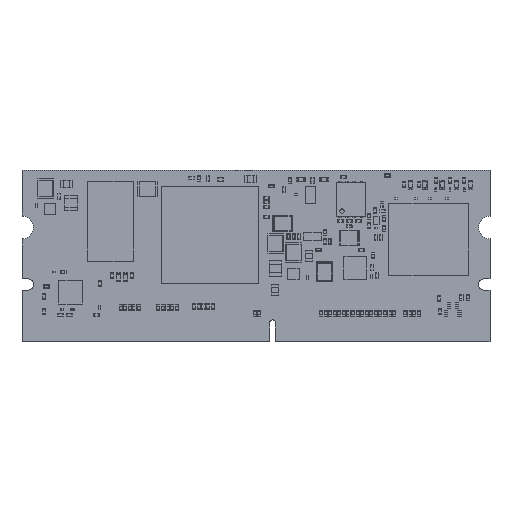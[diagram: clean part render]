
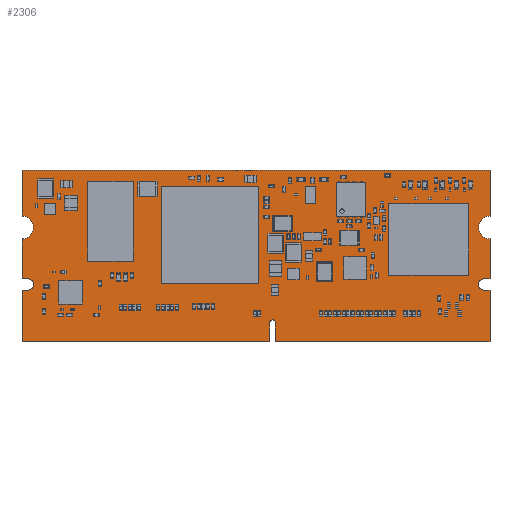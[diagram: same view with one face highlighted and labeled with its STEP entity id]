
A CAD part, top view. The second image highlights one B-rep face of the part: STEP entity #2306.
In plain terms, the highlighted planar face has unit normal (0, 0, 1).
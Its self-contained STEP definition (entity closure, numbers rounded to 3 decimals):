
#1623 = VERTEX_POINT('',#1624);
#1624 = CARTESIAN_POINT('',(0.,0.,0.));
#1630 = EDGE_CURVE('',#1623,#1631,#1633,.T.);
#1631 = VERTEX_POINT('',#1632);
#1632 = CARTESIAN_POINT('',(43.4,0.,0.));
#1633 = LINE('',#1634,#1635);
#1634 = CARTESIAN_POINT('',(0.,0.,0.));
#1635 = VECTOR('',#1636,1.);
#1636 = DIRECTION('',(1.,0.,0.));
#1661 = EDGE_CURVE('',#1631,#1662,#1664,.T.);
#1662 = VERTEX_POINT('',#1663);
#1663 = CARTESIAN_POINT('',(43.4,3.3,0.));
#1664 = LINE('',#1665,#1666);
#1665 = CARTESIAN_POINT('',(43.4,0.,0.));
#1666 = VECTOR('',#1667,1.);
#1667 = DIRECTION('',(0.,1.,0.));
#1692 = EDGE_CURVE('',#1662,#1693,#1695,.T.);
#1693 = VERTEX_POINT('',#1694);
#1694 = CARTESIAN_POINT('',(44.4,3.3,0.));
#1695 = CIRCLE('',#1696,0.5);
#1696 = AXIS2_PLACEMENT_3D('',#1697,#1698,#1699);
#1697 = CARTESIAN_POINT('',(43.9,3.3,0.));
#1698 = DIRECTION('',(0.,0.,-1.));
#1699 = DIRECTION('',(-1.,0.,0.));
#1725 = EDGE_CURVE('',#1693,#1726,#1728,.T.);
#1726 = VERTEX_POINT('',#1727);
#1727 = CARTESIAN_POINT('',(44.4,0.,0.));
#1728 = LINE('',#1729,#1730);
#1729 = CARTESIAN_POINT('',(44.4,3.3,0.));
#1730 = VECTOR('',#1731,1.);
#1731 = DIRECTION('',(0.,-1.,0.));
#1756 = EDGE_CURVE('',#1726,#1757,#1759,.T.);
#1757 = VERTEX_POINT('',#1758);
#1758 = CARTESIAN_POINT('',(82.,0.,0.));
#1759 = LINE('',#1760,#1761);
#1760 = CARTESIAN_POINT('',(44.4,0.,0.));
#1761 = VECTOR('',#1762,1.);
#1762 = DIRECTION('',(1.,0.,0.));
#1787 = EDGE_CURVE('',#1757,#1788,#1790,.T.);
#1788 = VERTEX_POINT('',#1789);
#1789 = CARTESIAN_POINT('',(82.,8.,0.));
#1790 = LINE('',#1791,#1792);
#1791 = CARTESIAN_POINT('',(82.,0.,0.));
#1792 = VECTOR('',#1793,1.);
#1793 = DIRECTION('',(0.,1.,0.));
#1818 = EDGE_CURVE('',#1788,#1819,#1821,.T.);
#1819 = VERTEX_POINT('',#1820);
#1820 = CARTESIAN_POINT('',(82.,9.,0.));
#1821 = LINE('',#1822,#1823);
#1822 = CARTESIAN_POINT('',(82.,8.,0.));
#1823 = VECTOR('',#1824,1.);
#1824 = DIRECTION('',(0.,1.,0.));
#1849 = EDGE_CURVE('',#1819,#1850,#1852,.T.);
#1850 = VERTEX_POINT('',#1851);
#1851 = CARTESIAN_POINT('',(81.,9.,0.));
#1852 = LINE('',#1853,#1854);
#1853 = CARTESIAN_POINT('',(82.,9.,0.));
#1854 = VECTOR('',#1855,1.);
#1855 = DIRECTION('',(-1.,0.,0.));
#1880 = EDGE_CURVE('',#1850,#1881,#1883,.T.);
#1881 = VERTEX_POINT('',#1882);
#1882 = CARTESIAN_POINT('',(81.,11.,0.));
#1883 = CIRCLE('',#1884,1.);
#1884 = AXIS2_PLACEMENT_3D('',#1885,#1886,#1887);
#1885 = CARTESIAN_POINT('',(81.,10.,0.));
#1886 = DIRECTION('',(0.,0.,-1.));
#1887 = DIRECTION('',(0.,-1.,0.));
#1913 = EDGE_CURVE('',#1881,#1914,#1916,.T.);
#1914 = VERTEX_POINT('',#1915);
#1915 = CARTESIAN_POINT('',(82.,11.,0.));
#1916 = LINE('',#1917,#1918);
#1917 = CARTESIAN_POINT('',(81.,11.,0.));
#1918 = VECTOR('',#1919,1.);
#1919 = DIRECTION('',(1.,0.,0.));
#1944 = EDGE_CURVE('',#1914,#1945,#1947,.T.);
#1945 = VERTEX_POINT('',#1946);
#1946 = CARTESIAN_POINT('',(82.,18.,0.));
#1947 = LINE('',#1948,#1949);
#1948 = CARTESIAN_POINT('',(82.,11.,0.));
#1949 = VECTOR('',#1950,1.);
#1950 = DIRECTION('',(0.,1.,0.));
#1975 = EDGE_CURVE('',#1945,#1976,#1978,.T.);
#1976 = VERTEX_POINT('',#1977);
#1977 = CARTESIAN_POINT('',(82.,22.,0.));
#1978 = CIRCLE('',#1979,2.);
#1979 = AXIS2_PLACEMENT_3D('',#1980,#1981,#1982);
#1980 = CARTESIAN_POINT('',(82.,20.,0.));
#1981 = DIRECTION('',(0.,0.,-1.));
#1982 = DIRECTION('',(0.,-1.,0.));
#2008 = EDGE_CURVE('',#1976,#2009,#2011,.T.);
#2009 = VERTEX_POINT('',#2010);
#2010 = CARTESIAN_POINT('',(82.,30.,0.));
#2011 = LINE('',#2012,#2013);
#2012 = CARTESIAN_POINT('',(82.,22.,0.));
#2013 = VECTOR('',#2014,1.);
#2014 = DIRECTION('',(0.,1.,0.));
#2039 = EDGE_CURVE('',#2009,#2040,#2042,.T.);
#2040 = VERTEX_POINT('',#2041);
#2041 = CARTESIAN_POINT('',(0.,30.,0.));
#2042 = LINE('',#2043,#2044);
#2043 = CARTESIAN_POINT('',(82.,30.,0.));
#2044 = VECTOR('',#2045,1.);
#2045 = DIRECTION('',(-1.,0.,0.));
#2070 = EDGE_CURVE('',#2040,#2071,#2073,.T.);
#2071 = VERTEX_POINT('',#2072);
#2072 = CARTESIAN_POINT('',(0.,22.,0.));
#2073 = LINE('',#2074,#2075);
#2074 = CARTESIAN_POINT('',(0.,30.,0.));
#2075 = VECTOR('',#2076,1.);
#2076 = DIRECTION('',(0.,-1.,0.));
#2101 = EDGE_CURVE('',#2071,#2102,#2104,.T.);
#2102 = VERTEX_POINT('',#2103);
#2103 = CARTESIAN_POINT('',(0.,18.,0.));
#2104 = CIRCLE('',#2105,2.);
#2105 = AXIS2_PLACEMENT_3D('',#2106,#2107,#2108);
#2106 = CARTESIAN_POINT('',(0.,20.,0.));
#2107 = DIRECTION('',(0.,0.,-1.));
#2108 = DIRECTION('',(0.,1.,0.));
#2134 = EDGE_CURVE('',#2102,#2135,#2137,.T.);
#2135 = VERTEX_POINT('',#2136);
#2136 = CARTESIAN_POINT('',(0.,11.,0.));
#2137 = LINE('',#2138,#2139);
#2138 = CARTESIAN_POINT('',(0.,18.,0.));
#2139 = VECTOR('',#2140,1.);
#2140 = DIRECTION('',(0.,-1.,0.));
#2165 = EDGE_CURVE('',#2135,#2166,#2168,.T.);
#2166 = VERTEX_POINT('',#2167);
#2167 = CARTESIAN_POINT('',(1.,11.,0.));
#2168 = LINE('',#2169,#2170);
#2169 = CARTESIAN_POINT('',(0.,11.,0.));
#2170 = VECTOR('',#2171,1.);
#2171 = DIRECTION('',(1.,0.,0.));
#2196 = EDGE_CURVE('',#2166,#2197,#2199,.T.);
#2197 = VERTEX_POINT('',#2198);
#2198 = CARTESIAN_POINT('',(1.,9.,0.));
#2199 = CIRCLE('',#2200,1.);
#2200 = AXIS2_PLACEMENT_3D('',#2201,#2202,#2203);
#2201 = CARTESIAN_POINT('',(1.,10.,0.));
#2202 = DIRECTION('',(0.,0.,-1.));
#2203 = DIRECTION('',(0.,1.,0.));
#2229 = EDGE_CURVE('',#2197,#2230,#2232,.T.);
#2230 = VERTEX_POINT('',#2231);
#2231 = CARTESIAN_POINT('',(0.,9.,0.));
#2232 = LINE('',#2233,#2234);
#2233 = CARTESIAN_POINT('',(1.,9.,0.));
#2234 = VECTOR('',#2235,1.);
#2235 = DIRECTION('',(-1.,0.,0.));
#2260 = EDGE_CURVE('',#2230,#1623,#2261,.T.);
#2261 = LINE('',#2262,#2263);
#2262 = CARTESIAN_POINT('',(0.,9.,0.));
#2263 = VECTOR('',#2264,1.);
#2264 = DIRECTION('',(0.,-1.,0.));
#2306 = ADVANCED_FACE('',(#2307),#2330,.F.);
#2307 = FACE_BOUND('',#2308,.T.);
#2308 = EDGE_LOOP('',(#2309,#2310,#2311,#2312,#2313,#2314,#2315,#2316,
    #2317,#2318,#2319,#2320,#2321,#2322,#2323,#2324,#2325,#2326,#2327,
    #2328,#2329));
#2309 = ORIENTED_EDGE('',*,*,#1630,.T.);
#2310 = ORIENTED_EDGE('',*,*,#1661,.T.);
#2311 = ORIENTED_EDGE('',*,*,#1692,.T.);
#2312 = ORIENTED_EDGE('',*,*,#1725,.T.);
#2313 = ORIENTED_EDGE('',*,*,#1756,.T.);
#2314 = ORIENTED_EDGE('',*,*,#1787,.T.);
#2315 = ORIENTED_EDGE('',*,*,#1818,.T.);
#2316 = ORIENTED_EDGE('',*,*,#1849,.T.);
#2317 = ORIENTED_EDGE('',*,*,#1880,.T.);
#2318 = ORIENTED_EDGE('',*,*,#1913,.T.);
#2319 = ORIENTED_EDGE('',*,*,#1944,.T.);
#2320 = ORIENTED_EDGE('',*,*,#1975,.T.);
#2321 = ORIENTED_EDGE('',*,*,#2008,.T.);
#2322 = ORIENTED_EDGE('',*,*,#2039,.T.);
#2323 = ORIENTED_EDGE('',*,*,#2070,.T.);
#2324 = ORIENTED_EDGE('',*,*,#2101,.T.);
#2325 = ORIENTED_EDGE('',*,*,#2134,.T.);
#2326 = ORIENTED_EDGE('',*,*,#2165,.T.);
#2327 = ORIENTED_EDGE('',*,*,#2196,.T.);
#2328 = ORIENTED_EDGE('',*,*,#2229,.T.);
#2329 = ORIENTED_EDGE('',*,*,#2260,.T.);
#2330 = PLANE('',#2331);
#2331 = AXIS2_PLACEMENT_3D('',#2332,#2333,#2334);
#2332 = CARTESIAN_POINT('',(0.,0.,0.));
#2333 = DIRECTION('',(0.,0.,-1.));
#2334 = DIRECTION('',(-1.,0.,0.));
